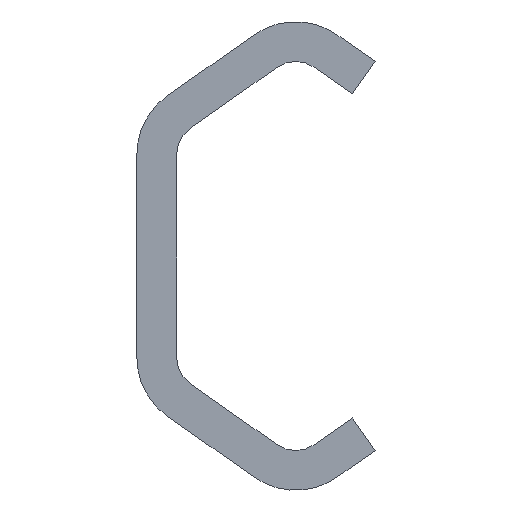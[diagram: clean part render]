
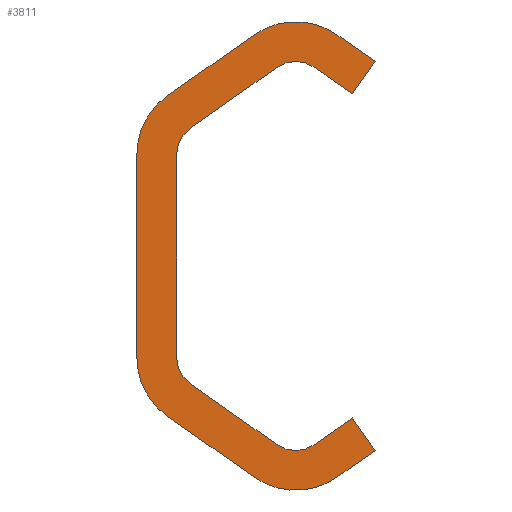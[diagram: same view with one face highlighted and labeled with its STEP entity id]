
A CAD part, left-side view. The second image highlights one B-rep face of the part: STEP entity #3811.
In plain terms, the highlighted planar face has unit normal (-1, 0, 0).
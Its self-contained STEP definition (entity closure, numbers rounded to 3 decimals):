
#2899=CARTESIAN_POINT('',(0.0,-5.0,12.246));
#2900=VERTEX_POINT('',#2899);
#2907=CARTESIAN_POINT('',(0.0,-3.567,10.2));
#2908=VERTEX_POINT('',#2907);
#2909=CARTESIAN_POINT('',(0.0,-5.0,12.246));
#2910=DIRECTION('',(0.0,0.574,-0.819));
#2911=VECTOR('',#2910,2.498);
#2912=LINE('',#2909,#2911);
#2913=EDGE_CURVE('',#2900,#2908,#2912,.T.);
#2937=CARTESIAN_POINT('',(0.0,-2.599,13.93));
#2938=VERTEX_POINT('',#2937);
#2945=CARTESIAN_POINT('',(0.0,-2.599,13.93));
#2946=DIRECTION('',(0.0,-0.819,-0.574));
#2947=VECTOR('',#2946,2.932);
#2948=LINE('',#2945,#2947);
#2949=EDGE_CURVE('',#2938,#2900,#2948,.T.);
#2969=CARTESIAN_POINT('',(0.0,2.596,13.932));
#2970=VERTEX_POINT('',#2969);
#2977=CARTESIAN_POINT('',(0.0,0.,10.222));
#2978=DIRECTION('',(1.0,0.0,0.0));
#2979=DIRECTION('',(0.0,0.573,0.819));
#2980=AXIS2_PLACEMENT_3D('',#2977,#2978,#2979);
#2981=CIRCLE('',#2980,4.528);
#2982=EDGE_CURVE('',#2970,#2938,#2981,.T.);
#3001=CARTESIAN_POINT('',(0.0,8.068,10.102));
#3002=VERTEX_POINT('',#3001);
#3009=CARTESIAN_POINT('',(0.0,8.068,10.102));
#3010=DIRECTION('',(0.0,-0.819,0.573));
#3011=VECTOR('',#3010,6.679);
#3012=LINE('',#3009,#3011);
#3013=EDGE_CURVE('',#3002,#2970,#3012,.T.);
#3033=CARTESIAN_POINT('',(0.0,10.0,6.392));
#3034=VERTEX_POINT('',#3033);
#3041=CARTESIAN_POINT('',(0.0,5.472,6.392));
#3042=DIRECTION('',(1.0,0.0,0.0));
#3043=DIRECTION('',(0.0,1.0,0.0));
#3044=AXIS2_PLACEMENT_3D('',#3041,#3042,#3043);
#3045=CIRCLE('',#3044,4.528);
#3046=EDGE_CURVE('',#3034,#3002,#3045,.T.);
#3065=CARTESIAN_POINT('',(0.0,10.0,-6.393));
#3066=VERTEX_POINT('',#3065);
#3073=CARTESIAN_POINT('',(0.0,10.0,-6.393));
#3074=DIRECTION('',(0.0,0.0,1.0));
#3075=VECTOR('',#3074,12.785);
#3076=LINE('',#3073,#3075);
#3077=EDGE_CURVE('',#3066,#3034,#3076,.T.);
#3229=CARTESIAN_POINT('',(0.0,8.069,-10.102));
#3230=VERTEX_POINT('',#3229);
#3237=CARTESIAN_POINT('',(0.0,5.472,-6.393));
#3238=DIRECTION('',(1.0,0.0,0.0));
#3239=DIRECTION('',(0.0,0.574,-0.819));
#3240=AXIS2_PLACEMENT_3D('',#3237,#3238,#3239);
#3241=CIRCLE('',#3240,4.528);
#3242=EDGE_CURVE('',#3230,#3066,#3241,.T.);
#3261=CARTESIAN_POINT('',(0.0,2.599,-13.932));
#3262=VERTEX_POINT('',#3261);
#3269=CARTESIAN_POINT('',(0.0,2.599,-13.932));
#3270=DIRECTION('',(0.0,0.819,0.574));
#3271=VECTOR('',#3270,6.678);
#3272=LINE('',#3269,#3271);
#3273=EDGE_CURVE('',#3262,#3230,#3272,.T.);
#3293=CARTESIAN_POINT('',(0.0,-2.598,-13.931));
#3294=VERTEX_POINT('',#3293);
#3301=CARTESIAN_POINT('',(0.0,0.002,-10.223));
#3302=DIRECTION('',(1.0,0.0,0.0));
#3303=DIRECTION('',(0.0,-0.574,-0.819));
#3304=AXIS2_PLACEMENT_3D('',#3301,#3302,#3303);
#3305=CIRCLE('',#3304,4.528);
#3306=EDGE_CURVE('',#3294,#3262,#3305,.T.);
#3325=CARTESIAN_POINT('',(0.0,-5.0,-12.246));
#3326=VERTEX_POINT('',#3325);
#3333=CARTESIAN_POINT('',(0.0,-5.0,-12.246));
#3334=DIRECTION('',(0.0,0.819,-0.574));
#3335=VECTOR('',#3334,2.934);
#3336=LINE('',#3333,#3335);
#3337=EDGE_CURVE('',#3326,#3294,#3336,.T.);
#3356=CARTESIAN_POINT('',(0.0,-3.567,-10.2));
#3357=VERTEX_POINT('',#3356);
#3364=CARTESIAN_POINT('',(0.0,-3.567,-10.2));
#3365=DIRECTION('',(0.0,-0.574,-0.819));
#3366=VECTOR('',#3365,2.498);
#3367=LINE('',#3364,#3366);
#3368=EDGE_CURVE('',#3357,#3326,#3367,.T.);
#3387=CARTESIAN_POINT('',(0.0,-1.163,-11.883));
#3388=VERTEX_POINT('',#3387);
#3395=CARTESIAN_POINT('',(0.0,-1.163,-11.883));
#3396=DIRECTION('',(0.0,-0.819,0.574));
#3397=VECTOR('',#3396,2.935);
#3398=LINE('',#3395,#3397);
#3399=EDGE_CURVE('',#3388,#3357,#3398,.T.);
#3419=CARTESIAN_POINT('',(0.0,1.163,-11.883));
#3420=VERTEX_POINT('',#3419);
#3427=CARTESIAN_POINT('',(0.0,0.,-10.222));
#3428=DIRECTION('',(-1.0,0.0,0.0));
#3429=DIRECTION('',(0.0,0.574,0.819));
#3430=AXIS2_PLACEMENT_3D('',#3427,#3428,#3429);
#3431=CIRCLE('',#3430,2.028);
#3432=EDGE_CURVE('',#3420,#3388,#3431,.T.);
#3451=CARTESIAN_POINT('',(0.0,6.635,-8.052));
#3452=VERTEX_POINT('',#3451);
#3459=CARTESIAN_POINT('',(0.0,6.635,-8.052));
#3460=DIRECTION('',(0.0,-0.819,-0.574));
#3461=VECTOR('',#3460,6.68);
#3462=LINE('',#3459,#3461);
#3463=EDGE_CURVE('',#3452,#3420,#3462,.T.);
#3483=CARTESIAN_POINT('',(0.0,7.5,-6.39));
#3484=VERTEX_POINT('',#3483);
#3491=CARTESIAN_POINT('',(0.0,5.472,-6.39));
#3492=DIRECTION('',(-1.0,0.0,0.0));
#3493=DIRECTION('',(0.0,-0.574,0.819));
#3494=AXIS2_PLACEMENT_3D('',#3491,#3492,#3493);
#3495=CIRCLE('',#3494,2.028);
#3496=EDGE_CURVE('',#3484,#3452,#3495,.T.);
#3515=CARTESIAN_POINT('',(0.0,7.5,6.39));
#3516=VERTEX_POINT('',#3515);
#3523=CARTESIAN_POINT('',(0.0,7.5,6.39));
#3524=DIRECTION('',(0.0,0.0,-1.0));
#3525=VECTOR('',#3524,12.781);
#3526=LINE('',#3523,#3525);
#3527=EDGE_CURVE('',#3516,#3484,#3526,.T.);
#3679=CARTESIAN_POINT('',(0.0,6.635,8.052));
#3680=VERTEX_POINT('',#3679);
#3687=CARTESIAN_POINT('',(0.0,5.472,6.39));
#3688=DIRECTION('',(-1.0,0.0,0.0));
#3689=DIRECTION('',(0.0,-1.0,0.0));
#3690=AXIS2_PLACEMENT_3D('',#3687,#3688,#3689);
#3691=CIRCLE('',#3690,2.028);
#3692=EDGE_CURVE('',#3680,#3516,#3691,.T.);
#3711=CARTESIAN_POINT('',(0.0,1.163,11.883));
#3712=VERTEX_POINT('',#3711);
#3719=CARTESIAN_POINT('',(0.0,1.163,11.883));
#3720=DIRECTION('',(0.0,0.819,-0.574));
#3721=VECTOR('',#3720,6.68);
#3722=LINE('',#3719,#3721);
#3723=EDGE_CURVE('',#3712,#3680,#3722,.T.);
#3743=CARTESIAN_POINT('',(0.0,-1.163,11.883));
#3744=VERTEX_POINT('',#3743);
#3751=CARTESIAN_POINT('',(0.0,0.,10.222));
#3752=DIRECTION('',(-1.0,0.0,0.0));
#3753=DIRECTION('',(0.0,-0.574,-0.819));
#3754=AXIS2_PLACEMENT_3D('',#3751,#3752,#3753);
#3755=CIRCLE('',#3754,2.028);
#3756=EDGE_CURVE('',#3744,#3712,#3755,.T.);
#3774=CARTESIAN_POINT('',(0.0,-3.567,10.2));
#3775=DIRECTION('',(0.0,0.819,0.574));
#3776=VECTOR('',#3775,2.935);
#3777=LINE('',#3774,#3776);
#3778=EDGE_CURVE('',#2908,#3744,#3777,.T.);
#3784=CARTESIAN_POINT('',(0.0,4.08,0.));
#3785=DIRECTION('',(1.0,0.0,0.0));
#3786=DIRECTION('',(0.0,0.0,-1.0));
#3787=AXIS2_PLACEMENT_3D('',#3784,#3785,#3786);
#3788=PLANE('',#3787);
#3789=ORIENTED_EDGE('',*,*,#3778,.F.);
#3790=ORIENTED_EDGE('',*,*,#2913,.F.);
#3791=ORIENTED_EDGE('',*,*,#2949,.F.);
#3792=ORIENTED_EDGE('',*,*,#2982,.F.);
#3793=ORIENTED_EDGE('',*,*,#3013,.F.);
#3794=ORIENTED_EDGE('',*,*,#3046,.F.);
#3795=ORIENTED_EDGE('',*,*,#3077,.F.);
#3796=ORIENTED_EDGE('',*,*,#3242,.F.);
#3797=ORIENTED_EDGE('',*,*,#3273,.F.);
#3798=ORIENTED_EDGE('',*,*,#3306,.F.);
#3799=ORIENTED_EDGE('',*,*,#3337,.F.);
#3800=ORIENTED_EDGE('',*,*,#3368,.F.);
#3801=ORIENTED_EDGE('',*,*,#3399,.F.);
#3802=ORIENTED_EDGE('',*,*,#3432,.F.);
#3803=ORIENTED_EDGE('',*,*,#3463,.F.);
#3804=ORIENTED_EDGE('',*,*,#3496,.F.);
#3805=ORIENTED_EDGE('',*,*,#3527,.F.);
#3806=ORIENTED_EDGE('',*,*,#3692,.F.);
#3807=ORIENTED_EDGE('',*,*,#3723,.F.);
#3808=ORIENTED_EDGE('',*,*,#3756,.F.);
#3809=EDGE_LOOP('',(#3789,#3790,#3791,#3792,#3793,#3794,#3795,#3796,#3797,#3798,#3799,#3800,#3801,#3802,#3803,#3804,#3805,#3806,#3807,#3808));
#3810=FACE_OUTER_BOUND('',#3809,.T.);
#3811=ADVANCED_FACE('',(#3810),#3788,.F.);
